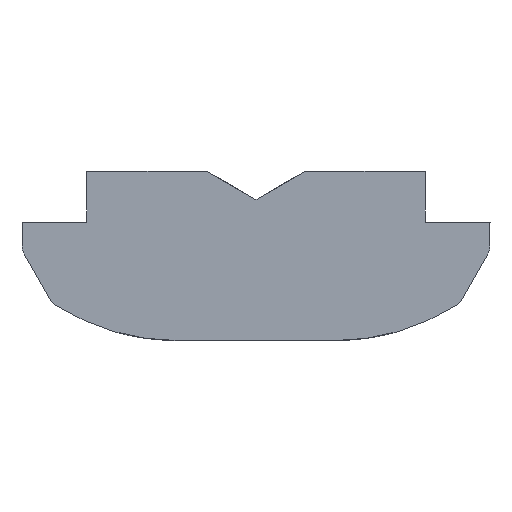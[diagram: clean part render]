
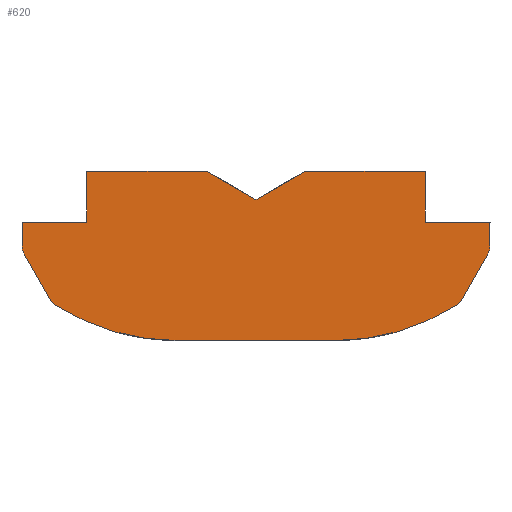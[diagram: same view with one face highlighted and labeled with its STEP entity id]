
A CAD part, left-side view. The second image highlights one B-rep face of the part: STEP entity #620.
In plain terms, the highlighted planar face has unit normal (-1, 0, 0).
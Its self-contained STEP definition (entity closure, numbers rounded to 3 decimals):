
#34=PLANE('',#699);
#79=FACE_OUTER_BOUND('',#111,.T.);
#111=EDGE_LOOP('',(#565,#566,#567,#568,#569,#570,#571,#572,#573,#574,#575,
#576,#577,#578,#579,#580,#581,#582,#583,#584,#585));
#121=LINE('',#982,#181);
#127=LINE('',#995,#187);
#129=LINE('',#999,#189);
#135=LINE('',#1014,#195);
#146=LINE('',#1043,#206);
#149=LINE('',#1049,#209);
#152=LINE('',#1055,#212);
#155=LINE('',#1061,#215);
#159=LINE('',#1073,#219);
#162=LINE('',#1079,#222);
#165=LINE('',#1088,#225);
#168=LINE('',#1094,#228);
#172=LINE('',#1106,#232);
#175=LINE('',#1112,#235);
#177=LINE('',#1115,#237);
#181=VECTOR('',#739,2.08);
#187=VECTOR('',#751,0.946);
#189=VECTOR('',#755,0.946);
#195=VECTOR('',#769,2.8);
#206=VECTOR('',#800,2.08);
#209=VECTOR('',#805,0.9);
#212=VECTOR('',#810,1.15);
#215=VECTOR('',#815,0.42);
#219=VECTOR('',#827,0.961);
#222=VECTOR('',#832,0.109);
#225=VECTOR('',#843,0.109);
#228=VECTOR('',#848,0.961);
#232=VECTOR('',#860,0.42);
#235=VECTOR('',#865,1.15);
#237=VECTOR('',#869,0.9);
#246=CIRCLE('',#662,0.2);
#247=CIRCLE('',#666,0.2);
#249=CIRCLE('',#671,4.);
#253=CIRCLE('',#684,0.3);
#254=CIRCLE('',#688,4.);
#257=CIRCLE('',#694,0.3);
#274=VERTEX_POINT('',#979);
#275=VERTEX_POINT('',#981);
#278=VERTEX_POINT('',#989);
#279=VERTEX_POINT('',#993);
#280=VERTEX_POINT('',#997);
#281=VERTEX_POINT('',#1001);
#284=VERTEX_POINT('',#1011);
#285=VERTEX_POINT('',#1013);
#287=VERTEX_POINT('',#1019);
#293=VERTEX_POINT('',#1041);
#295=VERTEX_POINT('',#1047);
#297=VERTEX_POINT('',#1053);
#299=VERTEX_POINT('',#1059);
#301=VERTEX_POINT('',#1065);
#303=VERTEX_POINT('',#1071);
#305=VERTEX_POINT('',#1077);
#307=VERTEX_POINT('',#1086);
#309=VERTEX_POINT('',#1092);
#311=VERTEX_POINT('',#1098);
#313=VERTEX_POINT('',#1104);
#315=VERTEX_POINT('',#1110);
#337=EDGE_CURVE('',#275,#274,#121,.T.);
#342=EDGE_CURVE('',#274,#278,#246,.T.);
#344=EDGE_CURVE('',#278,#279,#127,.T.);
#346=EDGE_CURVE('',#279,#280,#129,.T.);
#348=EDGE_CURVE('',#280,#281,#247,.T.);
#353=EDGE_CURVE('',#285,#284,#135,.T.);
#357=EDGE_CURVE('',#284,#287,#249,.T.);
#368=EDGE_CURVE('',#281,#293,#146,.T.);
#371=EDGE_CURVE('',#293,#295,#149,.T.);
#374=EDGE_CURVE('',#295,#297,#152,.T.);
#377=EDGE_CURVE('',#297,#299,#155,.T.);
#380=EDGE_CURVE('',#299,#301,#253,.T.);
#383=EDGE_CURVE('',#301,#303,#159,.T.);
#386=EDGE_CURVE('',#303,#305,#162,.T.);
#387=EDGE_CURVE('',#305,#285,#254,.T.);
#391=EDGE_CURVE('',#287,#307,#165,.T.);
#394=EDGE_CURVE('',#307,#309,#168,.T.);
#397=EDGE_CURVE('',#309,#311,#257,.T.);
#400=EDGE_CURVE('',#311,#313,#172,.T.);
#403=EDGE_CURVE('',#313,#315,#175,.T.);
#405=EDGE_CURVE('',#315,#275,#177,.T.);
#565=ORIENTED_EDGE('',*,*,#405,.T.);
#566=ORIENTED_EDGE('',*,*,#337,.T.);
#567=ORIENTED_EDGE('',*,*,#342,.T.);
#568=ORIENTED_EDGE('',*,*,#344,.T.);
#569=ORIENTED_EDGE('',*,*,#346,.T.);
#570=ORIENTED_EDGE('',*,*,#348,.T.);
#571=ORIENTED_EDGE('',*,*,#368,.T.);
#572=ORIENTED_EDGE('',*,*,#371,.T.);
#573=ORIENTED_EDGE('',*,*,#374,.T.);
#574=ORIENTED_EDGE('',*,*,#377,.T.);
#575=ORIENTED_EDGE('',*,*,#380,.T.);
#576=ORIENTED_EDGE('',*,*,#383,.T.);
#577=ORIENTED_EDGE('',*,*,#386,.T.);
#578=ORIENTED_EDGE('',*,*,#387,.T.);
#579=ORIENTED_EDGE('',*,*,#353,.T.);
#580=ORIENTED_EDGE('',*,*,#357,.T.);
#581=ORIENTED_EDGE('',*,*,#391,.T.);
#582=ORIENTED_EDGE('',*,*,#394,.T.);
#583=ORIENTED_EDGE('',*,*,#397,.T.);
#584=ORIENTED_EDGE('',*,*,#400,.T.);
#585=ORIENTED_EDGE('',*,*,#403,.T.);
#620=ADVANCED_FACE('',(#79),#34,.T.);
#662=AXIS2_PLACEMENT_3D('',#991,#746,#747);
#666=AXIS2_PLACEMENT_3D('',#1003,#759,#760);
#671=AXIS2_PLACEMENT_3D('',#1021,#776,#777);
#684=AXIS2_PLACEMENT_3D('',#1067,#821,#822);
#688=AXIS2_PLACEMENT_3D('',#1081,#835,#836);
#694=AXIS2_PLACEMENT_3D('',#1100,#854,#855);
#699=AXIS2_PLACEMENT_3D('',#1117,#872,#873);
#739=DIRECTION('',(0.,1.,0.));
#746=DIRECTION('center_axis',(-1.,0.,0.));
#747=DIRECTION('ref_axis',(0.,0.,1.));
#751=DIRECTION('',(0.,0.866,-0.5));
#755=DIRECTION('',(0.,0.866,0.5));
#759=DIRECTION('center_axis',(-1.,0.,0.));
#760=DIRECTION('ref_axis',(0.,-0.5,0.866));
#769=DIRECTION('',(0.,-1.,0.));
#776=DIRECTION('center_axis',(-1.,0.,0.));
#777=DIRECTION('ref_axis',(0.,0.,-1.));
#800=DIRECTION('',(0.,1.,0.));
#805=DIRECTION('',(0.,0.,-1.));
#810=DIRECTION('',(0.,1.,0.));
#815=DIRECTION('',(0.,0.,-1.));
#821=DIRECTION('center_axis',(-1.,0.,0.));
#822=DIRECTION('ref_axis',(0.,1.,0.));
#827=DIRECTION('',(0.,-0.498,-0.867));
#832=DIRECTION('',(0.,-0.76,-0.65));
#835=DIRECTION('center_axis',(-1.,0.,0.));
#836=DIRECTION('ref_axis',(0.,0.537,-0.844));
#843=DIRECTION('',(0.,-0.76,0.65));
#848=DIRECTION('',(0.,-0.498,0.867));
#854=DIRECTION('center_axis',(-1.,0.,0.));
#855=DIRECTION('ref_axis',(0.,-0.866,-0.5));
#860=DIRECTION('',(0.,0.,1.));
#865=DIRECTION('',(0.,1.,0.));
#869=DIRECTION('',(0.,0.,1.));
#872=DIRECTION('center_axis',(-1.,0.,0.));
#873=DIRECTION('ref_axis',(0.,0.,1.));
#979=CARTESIAN_POINT('',(0.,2.08,0.9));
#981=CARTESIAN_POINT('',(0.,0.,0.9));
#982=CARTESIAN_POINT('',(0.,0.,0.9));
#989=CARTESIAN_POINT('',(0.,2.18,0.873));
#991=CARTESIAN_POINT('Origin',(0.,2.08,0.7));
#993=CARTESIAN_POINT('',(0.,3.,0.4));
#995=CARTESIAN_POINT('',(0.,2.18,0.873));
#997=CARTESIAN_POINT('',(0.,3.82,0.873));
#999=CARTESIAN_POINT('',(0.,3.,0.4));
#1001=CARTESIAN_POINT('',(0.,3.92,0.9));
#1003=CARTESIAN_POINT('Origin',(0.,3.92,0.7));
#1011=CARTESIAN_POINT('',(0.,1.6,-2.1));
#1013=CARTESIAN_POINT('',(0.,4.4,-2.1));
#1014=CARTESIAN_POINT('',(0.,4.4,-2.1));
#1019=CARTESIAN_POINT('',(0.,-0.548,-1.474));
#1021=CARTESIAN_POINT('Origin',(0.,1.6,1.9));
#1041=CARTESIAN_POINT('',(0.,6.,0.9));
#1043=CARTESIAN_POINT('',(0.,3.92,0.9));
#1047=CARTESIAN_POINT('',(0.,6.,0.));
#1049=CARTESIAN_POINT('',(0.,6.,0.9));
#1053=CARTESIAN_POINT('',(0.,7.15,0.));
#1055=CARTESIAN_POINT('',(0.,6.,0.));
#1059=CARTESIAN_POINT('',(0.,7.15,-0.42));
#1061=CARTESIAN_POINT('',(0.,7.15,0.));
#1065=CARTESIAN_POINT('',(0.,7.11,-0.57));
#1067=CARTESIAN_POINT('Origin',(0.,6.85,-0.42));
#1071=CARTESIAN_POINT('',(0.,6.631,-1.403));
#1073=CARTESIAN_POINT('',(0.,7.11,-0.57));
#1077=CARTESIAN_POINT('',(0.,6.548,-1.474));
#1079=CARTESIAN_POINT('',(0.,6.631,-1.403));
#1081=CARTESIAN_POINT('Origin',(0.,4.4,1.9));
#1086=CARTESIAN_POINT('',(0.,-0.631,-1.403));
#1088=CARTESIAN_POINT('',(0.,-0.548,-1.474));
#1092=CARTESIAN_POINT('',(0.,-1.11,-0.57));
#1094=CARTESIAN_POINT('',(0.,-0.631,-1.403));
#1098=CARTESIAN_POINT('',(0.,-1.15,-0.42));
#1100=CARTESIAN_POINT('Origin',(0.,-0.85,-0.42));
#1104=CARTESIAN_POINT('',(0.,-1.15,0.));
#1106=CARTESIAN_POINT('',(0.,-1.15,-0.42));
#1110=CARTESIAN_POINT('',(0.,0.,0.));
#1112=CARTESIAN_POINT('',(0.,-1.15,0.));
#1115=CARTESIAN_POINT('',(0.,0.,0.));
#1117=CARTESIAN_POINT('Origin',(0.,3.,-0.524));
